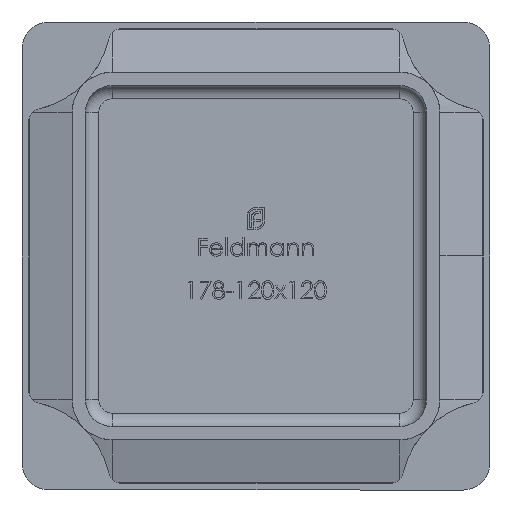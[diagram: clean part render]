
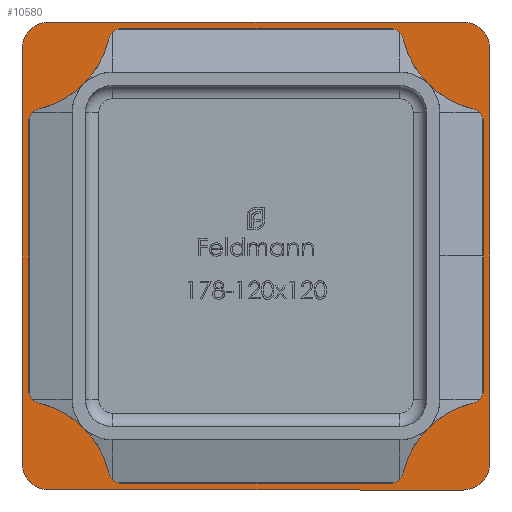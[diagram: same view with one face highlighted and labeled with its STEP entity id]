
A CAD part, front view. The second image highlights one B-rep face of the part: STEP entity #10580.
In plain terms, the highlighted planar face has unit normal (0, -1, 0).
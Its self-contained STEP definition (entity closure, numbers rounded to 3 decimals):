
#185 = DIRECTION ( 'NONE',  ( 0., 0., 1. ) ) ;
#330 = VERTEX_POINT ( 'NONE', #18584 ) ;
#580 = ORIENTED_EDGE ( 'NONE', *, *, #12849, .F. ) ;
#619 = FACE_BOUND ( 'NONE', #13250, .T. ) ;
#779 = DIRECTION ( 'NONE',  ( 0., -1., 0. ) ) ;
#813 = CARTESIAN_POINT ( 'NONE',  ( -10.75, 0., -13.75 ) ) ;
#856 = FACE_OUTER_BOUND ( 'NONE', #14837, .T. ) ;
#1036 = CARTESIAN_POINT ( 'NONE',  ( 13.75, 0., 10.75 ) ) ;
#1204 = EDGE_CURVE ( 'NONE', #7701, #9171, #11906, .T. ) ;
#1277 = CARTESIAN_POINT ( 'NONE',  ( 10.75, 0., -13.75 ) ) ;
#1360 = DIRECTION ( 'NONE',  ( 0., -1., 0. ) ) ;
#1555 = DIRECTION ( 'NONE',  ( 0., -1., 0. ) ) ;
#1566 = EDGE_CURVE ( 'NONE', #20064, #11458, #5047, .T. ) ;
#1567 = DIRECTION ( 'NONE',  ( 0., 0., 1. ) ) ;
#1569 = ORIENTED_EDGE ( 'NONE', *, *, #19627, .T. ) ;
#2369 = CARTESIAN_POINT ( 'NONE',  ( -15.5, 0., -15.5 ) ) ;
#2393 = ORIENTED_EDGE ( 'NONE', *, *, #15375, .F. ) ;
#2471 = AXIS2_PLACEMENT_3D ( 'NONE', #7698, #1360, #10690 ) ;
#2878 = ORIENTED_EDGE ( 'NONE', *, *, #1566, .F. ) ;
#3363 = DIRECTION ( 'NONE',  ( 0., 0., 1. ) ) ;
#3485 = EDGE_CURVE ( 'NONE', #14509, #11259, #4519, .T. ) ;
#3509 = ORIENTED_EDGE ( 'NONE', *, *, #3485, .F. ) ;
#3811 = DIRECTION ( 'NONE',  ( 1., 0., 0. ) ) ;
#3818 = ORIENTED_EDGE ( 'NONE', *, *, #1204, .F. ) ;
#4007 = DIRECTION ( 'NONE',  ( -1., 0., 0. ) ) ;
#4056 = ORIENTED_EDGE ( 'NONE', *, *, #5527, .F. ) ;
#4130 = ORIENTED_EDGE ( 'NONE', *, *, #8849, .F. ) ;
#4176 = CARTESIAN_POINT ( 'NONE',  ( 17.5, 0., -15.5 ) ) ;
#4319 = EDGE_CURVE ( 'NONE', #19992, #11259, #20278, .T. ) ;
#4460 = CARTESIAN_POINT ( 'NONE',  ( -17.5, 0., -15.5 ) ) ;
#4519 = LINE ( 'NONE', #8461, #14565 ) ;
#4599 = DIRECTION ( 'NONE',  ( 0., 0., 1. ) ) ;
#4624 = CARTESIAN_POINT ( 'NONE',  ( -10.75, 0., 10.75 ) ) ;
#4723 = ORIENTED_EDGE ( 'NONE', *, *, #10327, .F. ) ;
#4746 = DIRECTION ( 'NONE',  ( 0., 0., -1. ) ) ;
#5047 = LINE ( 'NONE', #8485, #8464 ) ;
#5059 = AXIS2_PLACEMENT_3D ( 'NONE', #7625, #16891, #9191 ) ;
#5467 = CARTESIAN_POINT ( 'NONE',  ( 0., 0., 0. ) ) ;
#5527 = EDGE_CURVE ( 'NONE', #14709, #330, #7399, .T. ) ;
#5588 = EDGE_CURVE ( 'NONE', #13850, #12613, #5696, .T. ) ;
#5696 = LINE ( 'NONE', #1036, #5960 ) ;
#5876 = VECTOR ( 'NONE', #20131, 1000. ) ;
#5897 = LINE ( 'NONE', #16251, #19673 ) ;
#5960 = VECTOR ( 'NONE', #12092, 1000. ) ;
#6161 = AXIS2_PLACEMENT_3D ( 'NONE', #10819, #1555, #4746 ) ;
#6274 = DIRECTION ( 'NONE',  ( 0., 0., -1. ) ) ;
#6654 = VERTEX_POINT ( 'NONE', #1277 ) ;
#6991 = CARTESIAN_POINT ( 'NONE',  ( 15.5, 0., -17.5 ) ) ;
#7151 = EDGE_CURVE ( 'NONE', #14709, #15387, #9331, .T. ) ;
#7297 = LINE ( 'NONE', #13975, #8739 ) ;
#7338 = CARTESIAN_POINT ( 'NONE',  ( -10.75, 0., -13.75 ) ) ;
#7399 = LINE ( 'NONE', #13135, #11061 ) ;
#7432 = EDGE_CURVE ( 'NONE', #19061, #8362, #5897, .T. ) ;
#7486 = CIRCLE ( 'NONE', #6161, 3. ) ;
#7625 = CARTESIAN_POINT ( 'NONE',  ( -15.5, 0., 15.5 ) ) ;
#7635 = DIRECTION ( 'NONE',  ( 0., -1., 0. ) ) ;
#7698 = CARTESIAN_POINT ( 'NONE',  ( -10.75, 0., -10.75 ) ) ;
#7701 = VERTEX_POINT ( 'NONE', #18890 ) ;
#7751 = AXIS2_PLACEMENT_3D ( 'NONE', #20365, #11040, #3363 ) ;
#8362 = VERTEX_POINT ( 'NONE', #10138 ) ;
#8364 = CARTESIAN_POINT ( 'NONE',  ( 13.75, 0., -10.75 ) ) ;
#8416 = DIRECTION ( 'NONE',  ( 0., 0., -1. ) ) ;
#8461 = CARTESIAN_POINT ( 'NONE',  ( -17.5, 0., -17.5 ) ) ;
#8464 = VECTOR ( 'NONE', #8416, 1000. ) ;
#8485 = CARTESIAN_POINT ( 'NONE',  ( 17.5, 0., -17.5 ) ) ;
#8492 = AXIS2_PLACEMENT_3D ( 'NONE', #10206, #779, #14756 ) ;
#8739 = VECTOR ( 'NONE', #4599, 1000. ) ;
#8758 = DIRECTION ( 'NONE',  ( 0., -1., 0. ) ) ;
#8849 = EDGE_CURVE ( 'NONE', #9171, #6654, #15198, .T. ) ;
#9031 = CARTESIAN_POINT ( 'NONE',  ( 17.5, 0., 15.5 ) ) ;
#9171 = VERTEX_POINT ( 'NONE', #813 ) ;
#9191 = DIRECTION ( 'NONE',  ( 0., 0., 1. ) ) ;
#9331 = CIRCLE ( 'NONE', #5059, 2. ) ;
#9464 = CIRCLE ( 'NONE', #13769, 3. ) ;
#10116 = DIRECTION ( 'NONE',  ( 0., 0., 1. ) ) ;
#10138 = CARTESIAN_POINT ( 'NONE',  ( -10.75, 0., 13.75 ) ) ;
#10206 = CARTESIAN_POINT ( 'NONE',  ( 10.75, 0., 10.75 ) ) ;
#10327 = EDGE_CURVE ( 'NONE', #19992, #15387, #7297, .T. ) ;
#10407 = CIRCLE ( 'NONE', #7751, 2. ) ;
#10550 = ORIENTED_EDGE ( 'NONE', *, *, #15221, .F. ) ;
#10580 = ADVANCED_FACE ( 'NONE', ( #856, #619 ), #13333, .F. ) ;
#10690 = DIRECTION ( 'NONE',  ( 0., 0., 1. ) ) ;
#10819 = CARTESIAN_POINT ( 'NONE',  ( 10.75, 0., -10.75 ) ) ;
#10893 = CARTESIAN_POINT ( 'NONE',  ( -17.5, 0., 15.5 ) ) ;
#10955 = ORIENTED_EDGE ( 'NONE', *, *, #4319, .T. ) ;
#11040 = DIRECTION ( 'NONE',  ( 0., -1., 0. ) ) ;
#11061 = VECTOR ( 'NONE', #3811, 1000. ) ;
#11184 = CARTESIAN_POINT ( 'NONE',  ( -13.75, 0., 10.75 ) ) ;
#11255 = EDGE_CURVE ( 'NONE', #8362, #13774, #9464, .T. ) ;
#11259 = VERTEX_POINT ( 'NONE', #16756 ) ;
#11458 = VERTEX_POINT ( 'NONE', #4176 ) ;
#11673 = ORIENTED_EDGE ( 'NONE', *, *, #7432, .F. ) ;
#11866 = VECTOR ( 'NONE', #6274, 1000. ) ;
#11906 = CIRCLE ( 'NONE', #2471, 3. ) ;
#12092 = DIRECTION ( 'NONE',  ( 0., 0., 1. ) ) ;
#12292 = CIRCLE ( 'NONE', #19752, 2. ) ;
#12413 = EDGE_CURVE ( 'NONE', #20064, #330, #10407, .T. ) ;
#12613 = VERTEX_POINT ( 'NONE', #19458 ) ;
#12833 = DIRECTION ( 'NONE',  ( 0., -1., 0. ) ) ;
#12849 = EDGE_CURVE ( 'NONE', #13774, #7701, #16083, .T. ) ;
#13024 = AXIS2_PLACEMENT_3D ( 'NONE', #2369, #8758, #10116 ) ;
#13031 = CARTESIAN_POINT ( 'NONE',  ( 15.5, 0., -15.5 ) ) ;
#13135 = CARTESIAN_POINT ( 'NONE',  ( -17.5, 0., 17.5 ) ) ;
#13250 = EDGE_LOOP ( 'NONE', ( #11673, #10550, #14737, #2393, #4130, #3818, #580, #20116 ) ) ;
#13333 = PLANE ( 'NONE',  #17708 ) ;
#13747 = ORIENTED_EDGE ( 'NONE', *, *, #12413, .T. ) ;
#13769 = AXIS2_PLACEMENT_3D ( 'NONE', #4624, #7635, #1567 ) ;
#13774 = VERTEX_POINT ( 'NONE', #11184 ) ;
#13850 = VERTEX_POINT ( 'NONE', #8364 ) ;
#13975 = CARTESIAN_POINT ( 'NONE',  ( -17.5, 0., -17.5 ) ) ;
#14449 = DIRECTION ( 'NONE',  ( 0., 0., 1. ) ) ;
#14509 = VERTEX_POINT ( 'NONE', #6991 ) ;
#14565 = VECTOR ( 'NONE', #4007, 1000. ) ;
#14709 = VERTEX_POINT ( 'NONE', #19222 ) ;
#14734 = DIRECTION ( 'NONE',  ( -1., 0., 0. ) ) ;
#14737 = ORIENTED_EDGE ( 'NONE', *, *, #5588, .F. ) ;
#14756 = DIRECTION ( 'NONE',  ( 0., 0., 1. ) ) ;
#14837 = EDGE_LOOP ( 'NONE', ( #13747, #4056, #18679, #4723, #10955, #3509, #1569, #2878 ) ) ;
#15198 = LINE ( 'NONE', #7338, #5876 ) ;
#15221 = EDGE_CURVE ( 'NONE', #12613, #19061, #19949, .T. ) ;
#15375 = EDGE_CURVE ( 'NONE', #6654, #13850, #7486, .T. ) ;
#15387 = VERTEX_POINT ( 'NONE', #10893 ) ;
#16083 = LINE ( 'NONE', #17229, #11866 ) ;
#16251 = CARTESIAN_POINT ( 'NONE',  ( -10.75, 0., 13.75 ) ) ;
#16756 = CARTESIAN_POINT ( 'NONE',  ( -15.5, 0., -17.5 ) ) ;
#16891 = DIRECTION ( 'NONE',  ( 0., -1., 0. ) ) ;
#17223 = CARTESIAN_POINT ( 'NONE',  ( 10.75, 0., 13.75 ) ) ;
#17229 = CARTESIAN_POINT ( 'NONE',  ( -13.75, 0., 10.75 ) ) ;
#17708 = AXIS2_PLACEMENT_3D ( 'NONE', #5467, #19637, #14449 ) ;
#18584 = CARTESIAN_POINT ( 'NONE',  ( 15.5, 0., 17.5 ) ) ;
#18679 = ORIENTED_EDGE ( 'NONE', *, *, #7151, .T. ) ;
#18890 = CARTESIAN_POINT ( 'NONE',  ( -13.75, 0., -10.75 ) ) ;
#19061 = VERTEX_POINT ( 'NONE', #17223 ) ;
#19222 = CARTESIAN_POINT ( 'NONE',  ( -15.5, 0., 17.5 ) ) ;
#19458 = CARTESIAN_POINT ( 'NONE',  ( 13.75, 0., 10.75 ) ) ;
#19627 = EDGE_CURVE ( 'NONE', #14509, #11458, #12292, .T. ) ;
#19637 = DIRECTION ( 'NONE',  ( 0., 1., 0. ) ) ;
#19673 = VECTOR ( 'NONE', #14734, 1000. ) ;
#19752 = AXIS2_PLACEMENT_3D ( 'NONE', #13031, #12833, #185 ) ;
#19949 = CIRCLE ( 'NONE', #8492, 3. ) ;
#19992 = VERTEX_POINT ( 'NONE', #4460 ) ;
#20064 = VERTEX_POINT ( 'NONE', #9031 ) ;
#20116 = ORIENTED_EDGE ( 'NONE', *, *, #11255, .F. ) ;
#20131 = DIRECTION ( 'NONE',  ( 1., 0., 0. ) ) ;
#20278 = CIRCLE ( 'NONE', #13024, 2. ) ;
#20365 = CARTESIAN_POINT ( 'NONE',  ( 15.5, 0., 15.5 ) ) ;
